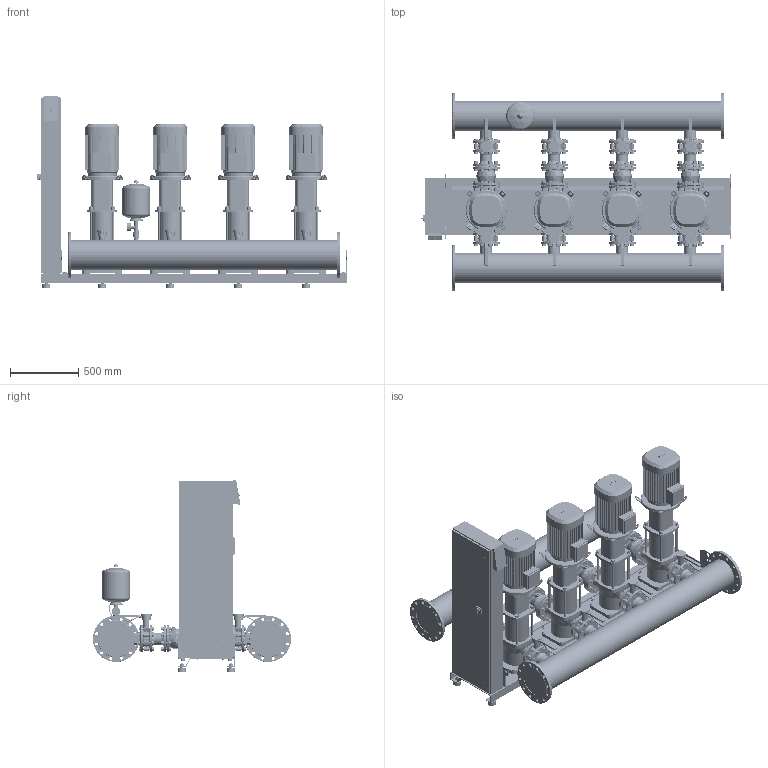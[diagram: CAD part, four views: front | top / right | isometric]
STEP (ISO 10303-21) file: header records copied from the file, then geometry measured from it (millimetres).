
FILE_DESCRIPTION((''),'2;1');
FILE_NAME('3d_SiBoostSmart4HELIXV5203_2-2540839.stp','2016-01-25T10:53:25',(''),(''),'Mechanical Desktop 2009','Mechanical Desktop 2009',', , ');
FILE_SCHEMA(('CONFIG_CONTROL_DESIGN'));
Length unit declared in the file: millimetre
Products named in the file (1): Product
Bounding box: 2280 x 1456 x 1413.4 mm (x, y, z)
Volume: 463189223.3 mm3; surface area: 25054885 mm2
Topology: 385 solids, 385 shells, 10432 faces, 25618 edges, 16526 vertices
Faces by surface type: bspline 4173, plane 2835, cylinder 2506, torus 498, cone 350, sphere 70
Entity records: 348512 total; most frequent: CARTESIAN_POINT 108342, ORIENTED_EDGE 51100, DIRECTION 46878, EDGE_CURVE 25550, VERTEX_POINT 16524, AXIS2_PLACEMENT_3D 16264, VECTOR 14350, LINE 14350
